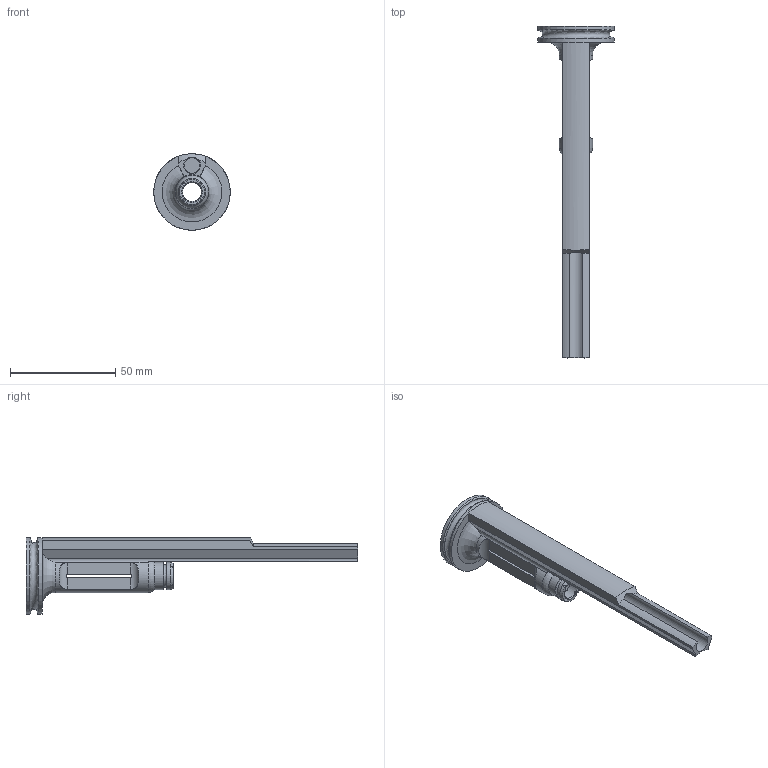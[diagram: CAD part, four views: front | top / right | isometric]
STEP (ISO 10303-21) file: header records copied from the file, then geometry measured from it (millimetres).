
FILE_DESCRIPTION(('FreeCAD Model'),'2;1');
FILE_NAME('Open CASCADE Shape Model','2023-11-11T11:23:30',(''),(''), 'Open CASCADE STEP processor 7.6','FreeCAD','Unknown');
FILE_SCHEMA(('AUTOMOTIVE_DESIGN { 1 0 10303 214 1 1 1 1 }'));
Length unit declared in the file: millimetre
Products named in the file (1): Apextrooper pusherbreach shortdart 1B
Bounding box: 36.3 x 157.6 x 36.3 mm (x, y, z)
Volume: 21075.6 mm3; surface area: 15992.7 mm2
Topology: 1 solids, 1 shells, 64 faces, 174 edges, 114 vertices
Faces by surface type: plane 30, cylinder 19, revolution 7, cone 7, bspline 1
Full cylindrical faces by diameter (mm): 7.38 x1, 7.94 x1, 8.814 x1, 9.6 x1, 12.9 x2, 36.3 x2
Entity records: 6590 total; most frequent: CARTESIAN_POINT 3160, DIRECTION 631, ORIENTED_EDGE 348, PCURVE 348, DEFINITIONAL_REPRESENTATION 348, LINE 278, VECTOR 278, EDGE_CURVE 174
